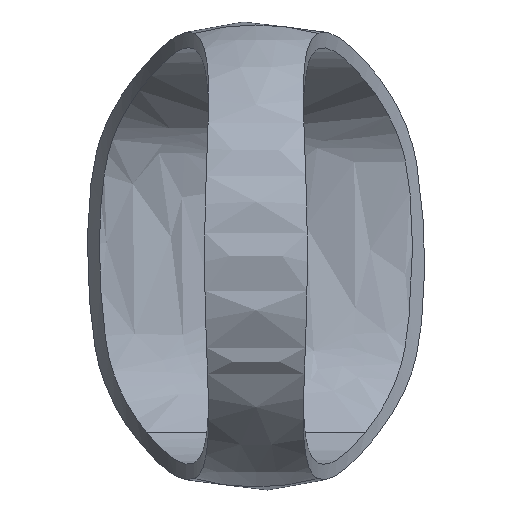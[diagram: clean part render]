
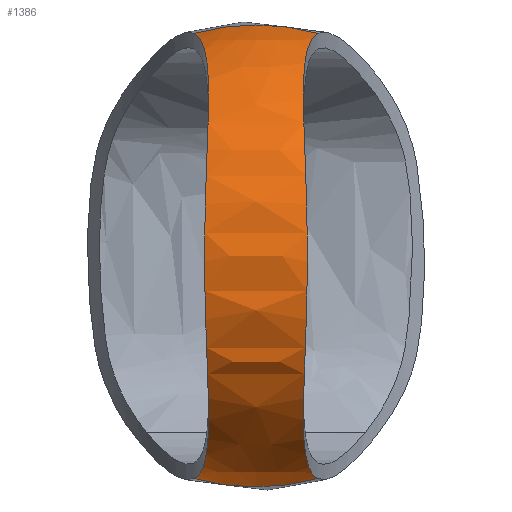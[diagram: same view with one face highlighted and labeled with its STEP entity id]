
A CAD part, front view. The second image highlights one B-rep face of the part: STEP entity #1386.
In plain terms, the highlighted spherical face has radius 30 mm.
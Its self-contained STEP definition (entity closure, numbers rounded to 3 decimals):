
#970 = VERTEX_POINT('',#971);
#971 = CARTESIAN_POINT('',(-7.904,-40.,-28.505));
#990 = VERTEX_POINT('',#991);
#991 = CARTESIAN_POINT('',(-7.904,-40.,28.505));
#1064 = EDGE_CURVE('',#990,#970,#1065,.T.);
#1065 = B_SPLINE_CURVE_WITH_KNOTS('',3,(#1066,#1067,#1068,#1069,#1070,
    #1071,#1072,#1073,#1074,#1075,#1076,#1077,#1078,#1079,#1080,#1081,
    #1082,#1083,#1084,#1085,#1086,#1087,#1088,#1089,#1090,#1091,#1092),
  .UNSPECIFIED.,.F.,.F.,(4,2,2,2,2,2,3,2,2,2,2,2,4),(-3.976,
    -3.578,-2.914,-2.186,-1.457,
    -0.729,0.,0.729,1.457,2.186,
    2.914,3.578,3.976),.UNSPECIFIED.);
#1066 = CARTESIAN_POINT('',(-7.904,-40.,28.505));
#1067 = CARTESIAN_POINT('',(-7.589,-41.352,
    28.355));
#1068 = CARTESIAN_POINT('',(-7.309,-42.737,
    28.085));
#1069 = CARTESIAN_POINT('',(-6.687,-46.365,
    27.053));
#1070 = CARTESIAN_POINT('',(-6.432,-48.561,
    26.07));
#1071 = CARTESIAN_POINT('',(-6.121,-52.531,
    23.687));
#1072 = CARTESIAN_POINT('',(-6.063,-54.475,
    22.139));
#1073 = CARTESIAN_POINT('',(-6.077,-57.914,
    18.552));
#1074 = CARTESIAN_POINT('',(-6.146,-59.409,
    16.515));
#1075 = CARTESIAN_POINT('',(-6.309,-61.826,
    12.12));
#1076 = CARTESIAN_POINT('',(-6.401,-62.75,
    9.758));
#1077 = CARTESIAN_POINT('',(-6.532,-63.973,
    4.912));
#1078 = CARTESIAN_POINT('',(-6.569,-64.272,
    2.429));
#1079 = CARTESIAN_POINT('',(-6.569,-64.272,0.));
#1080 = CARTESIAN_POINT('',(-6.569,-64.272,
    -2.429));
#1081 = CARTESIAN_POINT('',(-6.532,-63.973,
    -4.912));
#1082 = CARTESIAN_POINT('',(-6.401,-62.75,
    -9.758));
#1083 = CARTESIAN_POINT('',(-6.309,-61.826,
    -12.12));
#1084 = CARTESIAN_POINT('',(-6.146,-59.409,
    -16.515));
#1085 = CARTESIAN_POINT('',(-6.077,-57.914,
    -18.552));
#1086 = CARTESIAN_POINT('',(-6.063,-54.475,
    -22.139));
#1087 = CARTESIAN_POINT('',(-6.121,-52.531,
    -23.687));
#1088 = CARTESIAN_POINT('',(-6.432,-48.561,
    -26.07));
#1089 = CARTESIAN_POINT('',(-6.687,-46.365,
    -27.053));
#1090 = CARTESIAN_POINT('',(-7.309,-42.737,
    -28.085));
#1091 = CARTESIAN_POINT('',(-7.589,-41.352,
    -28.355));
#1092 = CARTESIAN_POINT('',(-7.904,-40.,-28.505));
#1155 = EDGE_CURVE('',#1156,#970,#1158,.T.);
#1156 = VERTEX_POINT('',#1157);
#1157 = CARTESIAN_POINT('',(7.904,-40.,-28.505));
#1158 = CIRCLE('',#1159,29.58);
#1159 = AXIS2_PLACEMENT_3D('',#1160,#1161,#1162);
#1160 = CARTESIAN_POINT('',(0.,-40.,0.));
#1161 = DIRECTION('',(0.,1.,0.));
#1162 = DIRECTION('',(1.,0.,0.));
#1165 = VERTEX_POINT('',#1166);
#1166 = CARTESIAN_POINT('',(7.904,-40.,28.505));
#1242 = EDGE_CURVE('',#990,#1165,#1243,.T.);
#1243 = CIRCLE('',#1244,29.58);
#1244 = AXIS2_PLACEMENT_3D('',#1245,#1246,#1247);
#1245 = CARTESIAN_POINT('',(0.,-40.,0.));
#1246 = DIRECTION('',(0.,1.,0.));
#1247 = DIRECTION('',(1.,0.,0.));
#1386 = ADVANCED_FACE('',(#1387),#1422,.T.);
#1387 = FACE_BOUND('',#1388,.T.);
#1388 = EDGE_LOOP('',(#1389,#1390,#1391,#1421));
#1389 = ORIENTED_EDGE('',*,*,#1064,.T.);
#1390 = ORIENTED_EDGE('',*,*,#1155,.F.);
#1391 = ORIENTED_EDGE('',*,*,#1392,.F.);
#1392 = EDGE_CURVE('',#1165,#1156,#1393,.T.);
#1393 = B_SPLINE_CURVE_WITH_KNOTS('',3,(#1394,#1395,#1396,#1397,#1398,
    #1399,#1400,#1401,#1402,#1403,#1404,#1405,#1406,#1407,#1408,#1409,
    #1410,#1411,#1412,#1413,#1414,#1415,#1416,#1417,#1418,#1419,#1420),
  .UNSPECIFIED.,.F.,.F.,(4,2,2,2,2,2,3,2,2,2,2,2,4),(-3.976,
    -3.578,-2.914,-2.186,-1.457,
    -0.729,0.,0.729,1.457,2.186,
    2.914,3.578,3.976),.UNSPECIFIED.);
#1394 = CARTESIAN_POINT('',(7.904,-40.,28.505));
#1395 = CARTESIAN_POINT('',(7.589,-41.352,
    28.355));
#1396 = CARTESIAN_POINT('',(7.309,-42.737,
    28.085));
#1397 = CARTESIAN_POINT('',(6.687,-46.365,
    27.053));
#1398 = CARTESIAN_POINT('',(6.432,-48.561,
    26.07));
#1399 = CARTESIAN_POINT('',(6.121,-52.531,
    23.687));
#1400 = CARTESIAN_POINT('',(6.063,-54.475,
    22.139));
#1401 = CARTESIAN_POINT('',(6.077,-57.914,18.552
    ));
#1402 = CARTESIAN_POINT('',(6.146,-59.409,
    16.515));
#1403 = CARTESIAN_POINT('',(6.309,-61.826,
    12.12));
#1404 = CARTESIAN_POINT('',(6.401,-62.75,
    9.758));
#1405 = CARTESIAN_POINT('',(6.532,-63.973,4.912
    ));
#1406 = CARTESIAN_POINT('',(6.569,-64.272,
    2.429));
#1407 = CARTESIAN_POINT('',(6.569,-64.272,0.));
#1408 = CARTESIAN_POINT('',(6.569,-64.272,
    -2.429));
#1409 = CARTESIAN_POINT('',(6.532,-63.973,
    -4.912));
#1410 = CARTESIAN_POINT('',(6.401,-62.75,
    -9.758));
#1411 = CARTESIAN_POINT('',(6.309,-61.826,
    -12.12));
#1412 = CARTESIAN_POINT('',(6.146,-59.409,
    -16.515));
#1413 = CARTESIAN_POINT('',(6.077,-57.914,
    -18.552));
#1414 = CARTESIAN_POINT('',(6.063,-54.475,
    -22.139));
#1415 = CARTESIAN_POINT('',(6.121,-52.531,
    -23.687));
#1416 = CARTESIAN_POINT('',(6.432,-48.561,
    -26.07));
#1417 = CARTESIAN_POINT('',(6.687,-46.365,
    -27.053));
#1418 = CARTESIAN_POINT('',(7.309,-42.737,
    -28.085));
#1419 = CARTESIAN_POINT('',(7.589,-41.352,
    -28.355));
#1420 = CARTESIAN_POINT('',(7.904,-40.,-28.505));
#1421 = ORIENTED_EDGE('',*,*,#1242,.F.);
#1422 = SPHERICAL_SURFACE('',#1423,30.);
#1423 = AXIS2_PLACEMENT_3D('',#1424,#1425,#1426);
#1424 = CARTESIAN_POINT('',(0.,-35.,0.));
#1425 = DIRECTION('',(0.,0.,1.));
#1426 = DIRECTION('',(1.,0.,0.));
